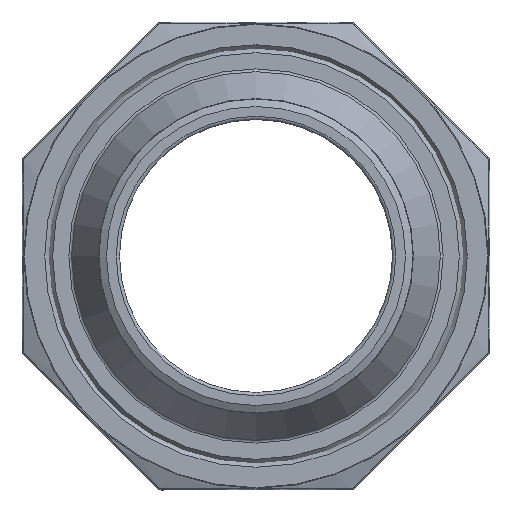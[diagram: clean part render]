
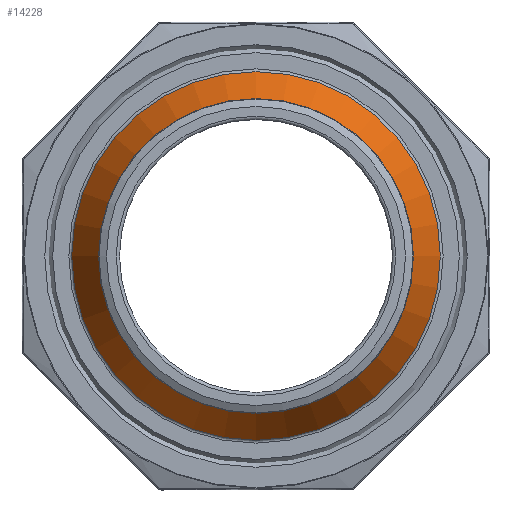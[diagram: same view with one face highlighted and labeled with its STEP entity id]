
A CAD part, left-side view. The second image highlights one B-rep face of the part: STEP entity #14228.
In plain terms, the highlighted conical face has half-angle 30 degrees and reference radius 28.5 mm.
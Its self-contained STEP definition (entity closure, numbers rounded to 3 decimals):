
#163 = DIRECTION ( 'NONE',  ( 1., 0., 0. ) ) ;
#541 = AXIS2_PLACEMENT_3D ( 'NONE', #1444, #163, #9278 ) ;
#1444 = CARTESIAN_POINT ( 'NONE',  ( -13.5, 0., 0. ) ) ;
#1452 = EDGE_LOOP ( 'NONE', ( #8376 ) ) ;
#1593 = DIRECTION ( 'NONE',  ( 0., 1., 0. ) ) ;
#2554 = EDGE_CURVE ( 'NONE', #7160, #7160, #14186, .T. ) ;
#2731 = CIRCLE ( 'NONE', #3266, 24.217 ) ;
#3266 = AXIS2_PLACEMENT_3D ( 'NONE', #5977, #7276, #16321 ) ;
#3537 = CONICAL_SURFACE ( 'NONE', #541, 28.5, 0.524 ) ;
#3774 = EDGE_CURVE ( 'NONE', #9849, #9849, #2731, .T. ) ;
#5977 = CARTESIAN_POINT ( 'NONE',  ( -20.918, 0., 0. ) ) ;
#6666 = FACE_OUTER_BOUND ( 'NONE', #10756, .T. ) ;
#7160 = VERTEX_POINT ( 'NONE', #13817 ) ;
#7180 = CARTESIAN_POINT ( 'NONE',  ( -13.75, 0., 0. ) ) ;
#7276 = DIRECTION ( 'NONE',  ( 1., 0., 0. ) ) ;
#8376 = ORIENTED_EDGE ( 'NONE', *, *, #3774, .T. ) ;
#9278 = DIRECTION ( 'NONE',  ( 0., 1., 0. ) ) ;
#9588 = AXIS2_PLACEMENT_3D ( 'NONE', #7180, #14782, #1593 ) ;
#9849 = VERTEX_POINT ( 'NONE', #14840 ) ;
#10756 = EDGE_LOOP ( 'NONE', ( #14957 ) ) ;
#11883 = FACE_BOUND ( 'NONE', #1452, .T. ) ;
#13817 = CARTESIAN_POINT ( 'NONE',  ( -13.75, 28.356, 0. ) ) ;
#14186 = CIRCLE ( 'NONE', #9588, 28.356 ) ;
#14228 = ADVANCED_FACE ( 'NONE', ( #11883, #6666 ), #3537, .T. ) ;
#14782 = DIRECTION ( 'NONE',  ( -1., 0., 0. ) ) ;
#14840 = CARTESIAN_POINT ( 'NONE',  ( -20.918, 24.217, 0. ) ) ;
#14957 = ORIENTED_EDGE ( 'NONE', *, *, #2554, .T. ) ;
#16321 = DIRECTION ( 'NONE',  ( 0., 1., 0. ) ) ;
